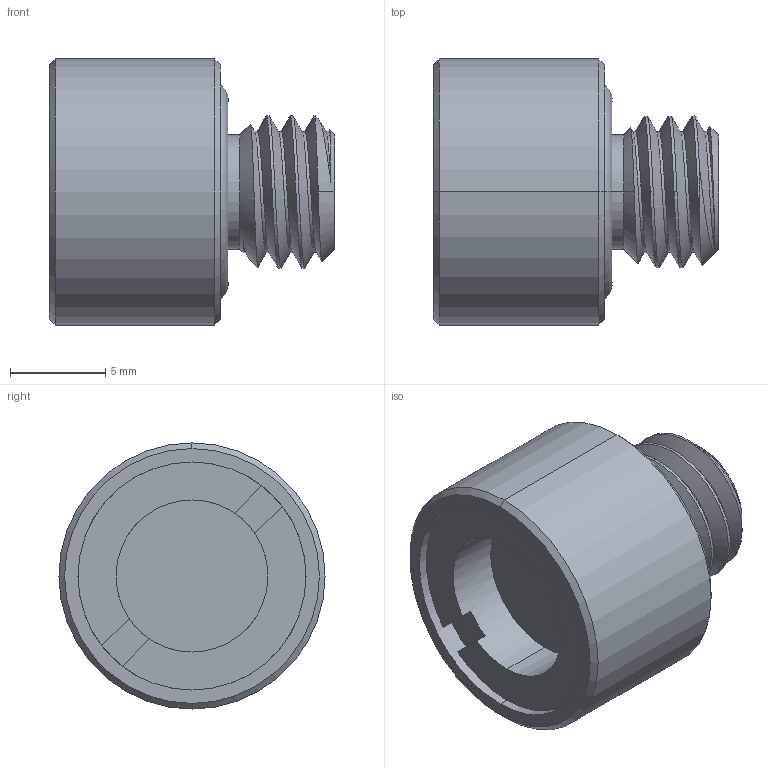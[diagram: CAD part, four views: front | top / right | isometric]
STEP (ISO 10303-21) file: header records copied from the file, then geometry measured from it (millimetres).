
FILE_DESCRIPTION (( 'STEP AP203' ), '1' );
FILE_NAME ('1226T14_Washdown Weather-Resistant Breather Vent.STEP', '2021-07-09T08:54:36', ( 'Administrator' ), ( 'Managed by Terraform' ), 'SwSTEP 2.0', 'SolidWorks 2017', '' );
FILE_SCHEMA (( 'CONFIG_CONTROL_DESIGN' ));
Length unit declared in the file: inch
Products named in the file (1): 1226T14_Washdown Weather-Resistant Breather Vent
Bounding box: 15 x 14 x 14 mm (x, y, z)
Volume: 1416.2 mm3; surface area: 993.9 mm2
Topology: 1 solids, 1 shells, 41 faces, 102 edges, 66 vertices
Faces by surface type: cylinder 14, plane 13, cone 9, bspline 3, torus 2
Entity records: 2050 total; most frequent: CARTESIAN_POINT 1029, ORIENTED_EDGE 204, DIRECTION 194, EDGE_CURVE 102, AXIS2_PLACEMENT_3D 78, VERTEX_POINT 66, EDGE_LOOP 44, FACE_OUTER_BOUND 41
